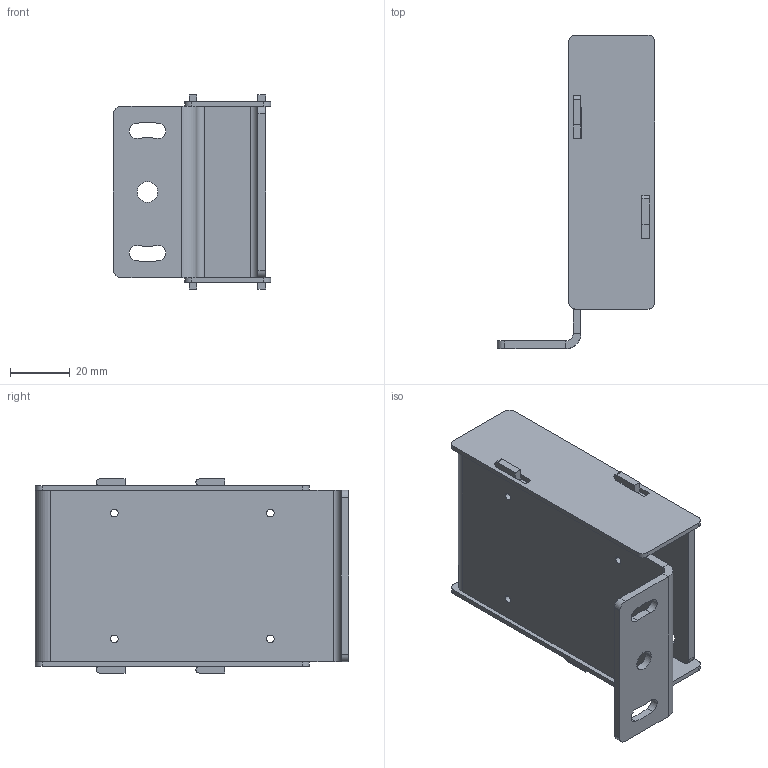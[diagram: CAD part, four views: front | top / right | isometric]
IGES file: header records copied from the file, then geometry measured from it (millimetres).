
Start section:  PTC IGES file: 156784.igs
Global section: file name: 156784.igs; native system: Pro/ENGINEER by Parametric Technology Corporation; preprocessor: 2009141; author: banengservice; organization: Unknown; date: 20111006.095418; units: inch
Bounding box: 52.55 x 104.65 x 64.77 mm (x, y, z)
Volume: 42281 mm3; surface area: 37755.8 mm2
Topology: 1 solids, 1 shells, 126 faces, 364 edges, 236 vertices
Faces by surface type: bspline 66, revolution 60
